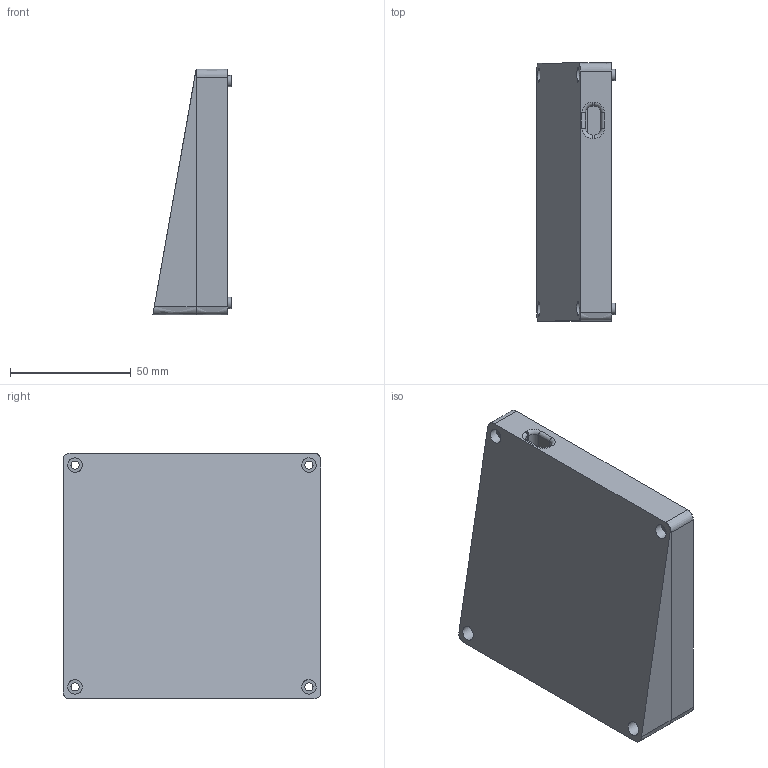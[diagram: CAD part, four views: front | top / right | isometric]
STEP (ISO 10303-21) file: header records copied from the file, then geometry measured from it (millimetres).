
FILE_DESCRIPTION(/* description */ (''),/* implementation_level */ '2;1');
FILE_NAME(/* name */ 'bosspad_bottom.step',/* time_stamp */ '2025-06-29T17:16:39+03:00',/* author */ (''),/* organization */ (''),/* preprocessor_version */ 'ST-DEVELOPER v20.1',/* originating_system */ 'Autodesk Translation Framework v14.10.0.0',/* authorisation */ '');
FILE_SCHEMA (('AUTOMOTIVE_DESIGN { 1 0 10303 214 3 1 1 }'));
Length unit declared in the file: millimetre
Products named in the file (1): Macro bottom
Bounding box: 32.49 x 107 x 102 mm (x, y, z)
Volume: 164499.5 mm3; surface area: 36032.5 mm2
Topology: 1 solids, 1 shells, 56 faces, 128 edges, 82 vertices
Faces by surface type: plane 25, cylinder 20, bspline 7, torus 4
Full cylindrical faces by diameter (mm): 3.4 x4, 4.7 x4, 6 x4
Entity records: 2007 total; most frequent: CARTESIAN_POINT 688, DIRECTION 262, ORIENTED_EDGE 256, EDGE_CURVE 128, AXIS2_PLACEMENT_3D 96, VERTEX_POINT 82, EDGE_LOOP 74, LINE 70
